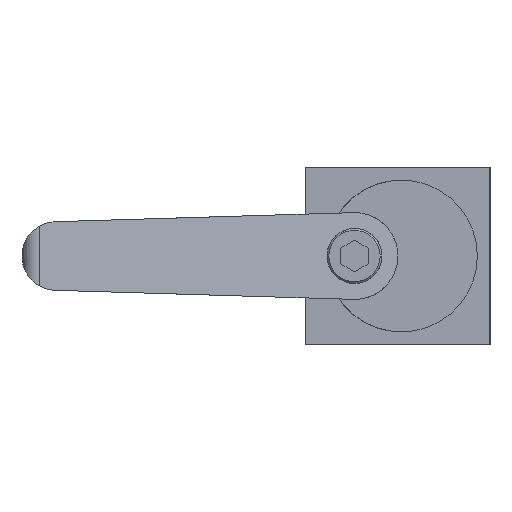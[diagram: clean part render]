
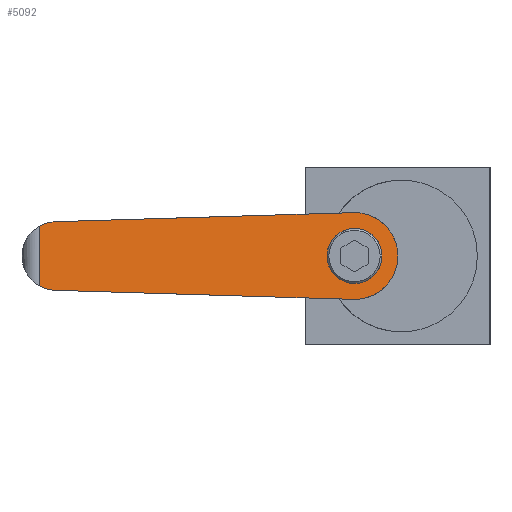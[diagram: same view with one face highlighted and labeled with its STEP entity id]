
A CAD part, left-side view. The second image highlights one B-rep face of the part: STEP entity #5092.
In plain terms, the highlighted planar face has unit normal (-0.966, -0.259, 0).
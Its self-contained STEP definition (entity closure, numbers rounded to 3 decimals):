
#599=CARTESIAN_POINT('',(-38.786,25.5,-24.5));
#600=CARTESIAN_POINT('',(-38.786,25.5,-23.451));
#601=CARTESIAN_POINT('',(-38.855,25.758,-21.628));
#602=CARTESIAN_POINT('',(-39.148,26.852,-18.599));
#603=CARTESIAN_POINT('',(-39.729,29.02,-15.665));
#604=CARTESIAN_POINT('',(-40.535,32.029,-13.628));
#605=CARTESIAN_POINT('',(-41.347,35.06,-12.663));
#606=CARTESIAN_POINT('',(-41.827,36.851,-12.475));
#607=CARTESIAN_POINT('',(-42.098,37.864,-12.506));
#630=DIRECTION('',(-0.259,0.966,0.029));
#631=VECTOR('',#630,85.368);
#632=CARTESIAN_POINT('',(-42.098,37.864,-36.494));
#633=LINE('',#632,#631);
#634=CARTESIAN_POINT('',(-64.184,120.288,-33.996));
#635=CARTESIAN_POINT('',(-64.606,121.861,-33.948));
#636=CARTESIAN_POINT('',(-65.001,123.339,-33.535));
#637=CARTESIAN_POINT('',(-65.371,124.716,-32.746));
#639=CARTESIAN_POINT('',(-65.371,124.716,-16.254));
#640=CARTESIAN_POINT('',(-65.001,123.339,-15.465));
#641=CARTESIAN_POINT('',(-64.606,121.861,-15.052));
#642=CARTESIAN_POINT('',(-64.184,120.288,-15.004));
#644=DIRECTION('',(0.259,-0.966,0.029));
#645=VECTOR('',#644,85.368);
#646=CARTESIAN_POINT('',(-64.184,120.288,-15.004));
#647=LINE('',#646,#645);
#648=CARTESIAN_POINT('',(-43.,41.229,-17.877));
#649=CARTESIAN_POINT('',(-43.131,41.719,-18.153));
#650=CARTESIAN_POINT('',(-43.332,42.469,-18.705));
#651=CARTESIAN_POINT('',(-43.624,43.558,-19.809));
#652=CARTESIAN_POINT('',(-43.855,44.419,-21.189));
#653=CARTESIAN_POINT('',(-44.006,44.982,-22.844));
#654=CARTESIAN_POINT('',(-44.053,45.159,-24.5));
#655=CARTESIAN_POINT('',(-44.006,44.982,-26.156));
#656=CARTESIAN_POINT('',(-43.855,44.419,-27.811));
#657=CARTESIAN_POINT('',(-43.624,43.558,-29.191));
#658=CARTESIAN_POINT('',(-43.332,42.469,-30.295));
#659=CARTESIAN_POINT('',(-43.131,41.719,-30.847));
#660=CARTESIAN_POINT('',(-43.,41.229,-31.123));
#662=CARTESIAN_POINT('',(-43.,41.229,-31.123));
#663=CARTESIAN_POINT('',(-42.745,40.276,-31.659));
#664=CARTESIAN_POINT('',(-42.096,37.855,-32.469));
#665=CARTESIAN_POINT('',(-41.113,34.185,-31.619));
#666=CARTESIAN_POINT('',(-40.498,31.89,-29.775));
#667=CARTESIAN_POINT('',(-40.173,30.677,-28.051));
#668=CARTESIAN_POINT('',(-39.996,30.018,-26.201));
#669=CARTESIAN_POINT('',(-39.949,29.841,-24.5));
#670=CARTESIAN_POINT('',(-39.996,30.018,-22.799));
#671=CARTESIAN_POINT('',(-40.173,30.677,-20.949));
#672=CARTESIAN_POINT('',(-40.498,31.89,-19.225));
#673=CARTESIAN_POINT('',(-41.113,34.185,-17.381));
#674=CARTESIAN_POINT('',(-42.096,37.855,-16.531));
#675=CARTESIAN_POINT('',(-42.745,40.276,-17.341));
#676=CARTESIAN_POINT('',(-43.,41.229,-17.877));
#695=CARTESIAN_POINT('',(-42.098,37.864,-36.494));
#696=CARTESIAN_POINT('',(-41.827,36.851,-36.525));
#697=CARTESIAN_POINT('',(-41.347,35.06,-36.337));
#698=CARTESIAN_POINT('',(-40.535,32.029,-35.372));
#699=CARTESIAN_POINT('',(-39.729,29.02,-33.335));
#700=CARTESIAN_POINT('',(-39.148,26.852,-30.401));
#701=CARTESIAN_POINT('',(-38.855,25.758,-27.372));
#702=CARTESIAN_POINT('',(-38.786,25.5,-25.549));
#703=CARTESIAN_POINT('',(-38.786,25.5,-24.5));
#801=DIRECTION('',(0.,0.,-1.));
#802=VECTOR('',#801,16.493);
#803=CARTESIAN_POINT('',(-65.371,124.716,-16.254));
#804=LINE('',#803,#802);
#3288=CARTESIAN_POINT('',(-43.,41.229,-31.123));
#3290=VERTEX_POINT('',#3288);
#3291=CARTESIAN_POINT('',(-43.,41.229,-17.877));
#3292=VERTEX_POINT('',#3291);
#3329=CARTESIAN_POINT('',(-42.098,37.864,
-36.494));
#3330=VERTEX_POINT('',#3329);
#3331=VERTEX_POINT('',#703);
#3332=VERTEX_POINT('',#607);
#3346=CARTESIAN_POINT('',(-64.184,120.288,
-33.996));
#3347=VERTEX_POINT('',#3346);
#3348=CARTESIAN_POINT('',(-64.184,120.288,
-15.004));
#3349=VERTEX_POINT('',#3348);
#3350=VERTEX_POINT('',#639);
#3351=CARTESIAN_POINT('',(-65.371,124.716,
-32.746));
#3352=VERTEX_POINT('',#3351);
#5066=CARTESIAN_POINT('',(-52.078,75.108,
-24.5));
#5067=DIRECTION('',(0.966,0.259,0.));
#5068=DIRECTION('',(-0.259,0.966,0.));
#5069=AXIS2_PLACEMENT_3D('',#5066,#5067,#5068);
#5070=PLANE('',#5069);
#5072=ORIENTED_EDGE('',*,*,#5071,.T.);
#5074=ORIENTED_EDGE('',*,*,#5073,.T.);
#5076=ORIENTED_EDGE('',*,*,#5075,.F.);
#5078=ORIENTED_EDGE('',*,*,#5077,.T.);
#5080=ORIENTED_EDGE('',*,*,#5079,.T.);
#5081=ORIENTED_EDGE('',*,*,#5052,.F.);
#5083=ORIENTED_EDGE('',*,*,#5082,.F.);
#5084=EDGE_LOOP('',(#5072,#5074,#5076,#5078,#5080,#5081,#5083));
#5085=FACE_OUTER_BOUND('',#5084,.F.);
#5087=ORIENTED_EDGE('',*,*,#5086,.T.);
#5089=ORIENTED_EDGE('',*,*,#5088,.T.);
#5090=EDGE_LOOP('',(#5087,#5089));
#5091=FACE_BOUND('',#5090,.F.);
#5092=ADVANCED_FACE('',(#5085,#5091),#5070,.F.);
#608=B_SPLINE_CURVE_WITH_KNOTS('',3,(#599,#600,#601,#602,#603,#604,#605,#606,
#607),.UNSPECIFIED.,.F.,.F.,(4,1,1,1,1,1,4),(0.,0.125,0.25,0.5,0.75,
0.875,1.),.UNSPECIFIED.);
#638=B_SPLINE_CURVE_WITH_KNOTS('',3,(#634,#635,#636,#637),.UNSPECIFIED.,.F.,.F.,
(4,4),(0.,1.),.UNSPECIFIED.);
#643=B_SPLINE_CURVE_WITH_KNOTS('',3,(#639,#640,#641,#642),.UNSPECIFIED.,.F.,.F.,
(4,4),(0.,1.),.UNSPECIFIED.);
#661=B_SPLINE_CURVE_WITH_KNOTS('',3,(#648,#649,#650,#651,#652,#653,#654,#655,
#656,#657,#658,#659,#660),.UNSPECIFIED.,.F.,.F.,(4,1,1,1,1,1,1,1,1,1,4),(0.,
0.063,0.125,0.25,0.375,0.5,0.625,0.75,0.875,0.938,1.),
.UNSPECIFIED.);
#677=B_SPLINE_CURVE_WITH_KNOTS('',3,(#662,#663,#664,#665,#666,#667,#668,#669,
#670,#671,#672,#673,#674,#675,#676),.UNSPECIFIED.,.F.,.F.,(4,1,1,1,1,1,1,1,1,1,
1,1,4),(0.,0.125,0.25,0.313,0.375,0.438,0.5,0.563,0.625,
0.688,0.75,0.875,1.),.UNSPECIFIED.);
#704=B_SPLINE_CURVE_WITH_KNOTS('',3,(#695,#696,#697,#698,#699,#700,#701,#702,
#703),.UNSPECIFIED.,.F.,.F.,(4,1,1,1,1,1,4),(0.,0.125,0.25,0.5,0.75,
0.875,1.),.UNSPECIFIED.);
#5052=EDGE_CURVE('',#3331,#3332,#608,.T.);
#5071=EDGE_CURVE('',#3330,#3347,#633,.T.);
#5073=EDGE_CURVE('',#3347,#3352,#638,.T.);
#5075=EDGE_CURVE('',#3350,#3352,#804,.T.);
#5077=EDGE_CURVE('',#3350,#3349,#643,.T.);
#5079=EDGE_CURVE('',#3349,#3332,#647,.T.);
#5082=EDGE_CURVE('',#3330,#3331,#704,.T.);
#5086=EDGE_CURVE('',#3292,#3290,#661,.T.);
#5088=EDGE_CURVE('',#3290,#3292,#677,.T.);
